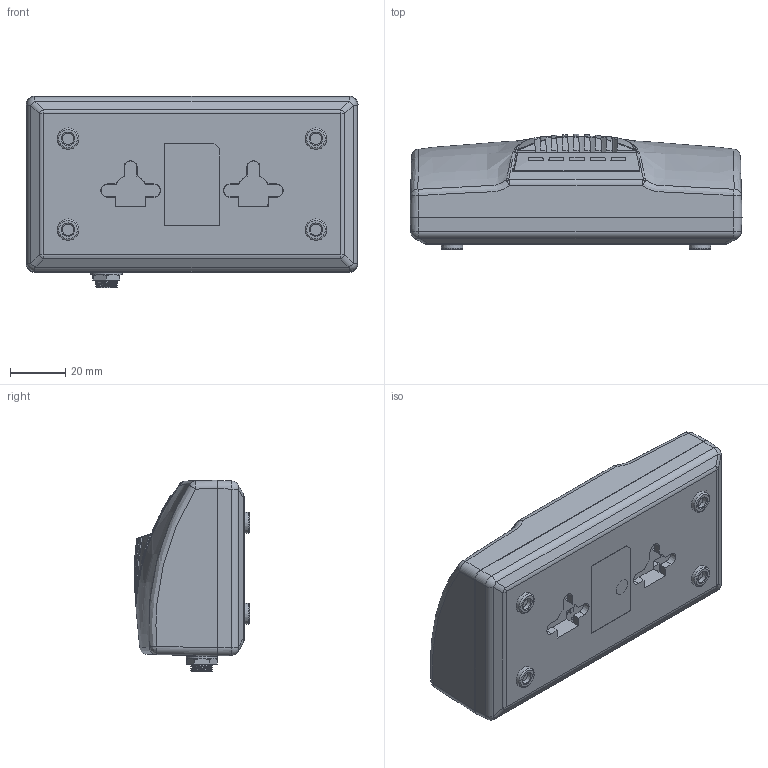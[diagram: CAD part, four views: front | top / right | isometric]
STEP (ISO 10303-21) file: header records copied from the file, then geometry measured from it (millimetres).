
FILE_DESCRIPTION(/* description */ (''),/* implementation_level */ '2;1');
FILE_NAME(/* name */ 'SP2+ Assembly.step',/* time_stamp */ '2025-07-30T17:20:36+08:00',/* author */ (''),/* organization */ (''),/* preprocessor_version */ 'ST-DEVELOPER v20.1',/* originating_system */ 'Autodesk Translation Framework v14.10.0.0',/* authorisation */ '');
FILE_SCHEMA (('AUTOMOTIVE_DESIGN { 1 0 10303 214 3 1 1 }'));
Products named in the file (70): new SP2+ Assembly; SP2+ Bottom Casing; SP2+ Top Casing; PTS 3-24Ax8 5.3 v1; Grill; SP2+ LED Sticker; Led Sticker (1); 1234-K789_1_0-43416; Component15; #152864; 92470A112_Phillips Rounded Head Screws for Sheet Metal; PTS 3-24Ax8 5.3 v1_1; PTS 3-24Ax8 5.3 v1_2; 92470A108_Phillips Rounded Head Screws for Sheet Metal; CE FCC sticker; SP2PLUS_PCB; 4x RJ45 con v5; Conn Modular Jack horizontal v9; 5mm LED GREEN v3; 5mm WHITE GREEN v3; SW TACT 6X6MM STEM 3.15MM v2; B3F_3100_BUTTON; 3V Battery w/ Holder Keystone v6; 2x5 Female Header (for MCU) v3; 2x5 Female Header; BGA176 v1; Component73; 470 CAP 8x10mm v1; 2X6X13 male header 5.64mm v1; Component82; 470 CAP 8x10.5mm v2; Component86; Component88; Component90; Component91; Component92; Component93; Component94; 1x3 Pin Header 2.54pitch v3; Component96 ...
Assembly tree (82 placements, depth 4):
  new SP2+ Assembly
    SP2+ Bottom Casing
    SP2+ Top Casing
    PTS 3-24Ax8 5.3 v1
      92470A108_Phillips Rounded Head Screws for Sheet Metal
    Grill
    SP2+ LED Sticker
      Led Sticker (1)
        1234-K789_1_0-43416
      Component15
    #152864
      92470A112_Phillips Rounded Head Screws for Sheet Metal
    PTS 3-24Ax8 5.3 v1_1
      92470A108_Phillips Rounded Head Screws for Sheet Metal
    PTS 3-24Ax8 5.3 v1_2
      92470A108_Phillips Rounded Head Screws for Sheet Metal
    CE FCC sticker
    SP2PLUS_PCB
      4x RJ45 con v5
      Conn Modular Jack horizontal v9
      5mm LED GREEN v3  x4
      5mm WHITE GREEN v3
      2 Pin Header Small v7  x2
      SW TACT 6X6MM STEM 3.15MM v2
        B3F_3100_BUTTON
      3V Battery w/ Holder Keystone v6
      2x5 Female Header (for MCU) v3
        2x5 Female Header
      BGA176 v1
      Component73
      470 CAP 8x10mm v1
      2X6X13 male header 5.64mm v1
        Component82
      470 CAP 8x10.5mm v2
      Component86
      Component88
      Component90
      Component91
      Component92
      Component93
      Component94  x2
      1x3 Pin Header 2.54pitch v3
      Component96
      Component97
      Component89
      Cap 2.5mm x 3.2 v2
        Component99
      Cap 2.5mm x 3.2 v2_1
        Component99
      Cap 2.5mm x 3.2 v2_2
        Component99
      Cap 2.5mm x 3.2 v2_3
        Component99
      Cap 2.5mm x 3.2 v2_4
        Component99
      Cap 2.5mm x 3.2 v2_5
        Component99
      Cap 2.5mm x 3.2 v2_6
        Component99
      Transformer Coilcraft-CX9628-AL v4
Bounding box: 120.42 x 41.75 x 69.47 mm (x, y, z)
Volume: 92003.2 mm3; surface area: 103617.2 mm2
Topology: 184 solids, 185 shells, 4618 faces, 11834 edges, 7640 vertices
Faces by surface type: plane 3248, cylinder 738, bspline 470, cone 113, torus 30, sphere 19
Full cylindrical faces by diameter (mm): 0.005 x7, 0.025 x32, 0.026 x4, 0.508 x3, 0.648 x19, 0.673 x6, 0.711 x7, 0.712 x6, 0.721 x1, 0.8 x40, 0.813 x32, 0.864 x3, 0.889 x2, 0.965 x2, 1.13 x2, 1.141 x1, 1.2 x6, 1.45 x4, 1.473 x4, 1.575 x3, 1.8 x1, 1.994 x1, 2 x2, 2.119 x26, 2.223 x2, 2.286 x3, 2.7 x1, 2.845 x30, 3.048 x3, 3.251 x4
Entity records: 153073 total; most frequent: CARTESIAN_POINT 47514, ORIENTED_EDGE 21936, DIRECTION 19652, EDGE_CURVE 10968, LINE 8206, VECTOR 8206, VERTEX_POINT 7146, AXIS2_PLACEMENT_3D 5723
